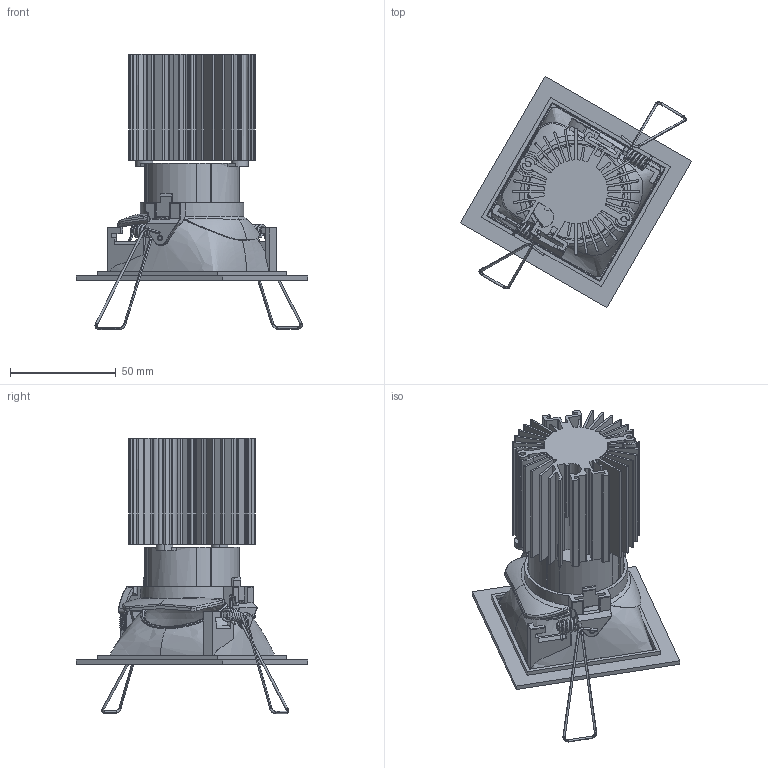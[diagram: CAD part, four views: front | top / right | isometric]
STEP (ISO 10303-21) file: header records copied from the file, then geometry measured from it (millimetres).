
FILE_DESCRIPTION(/* description */ (''),/* implementation_level */ '2;1');
FILE_NAME(/* name */ 'M2534X5_EVERYTHING 80 SQUARE ADJ',/* time_stamp */ '2018-03-06T11:08:59+01:00',/* author */ (''),/* organization */ (''),/* preprocessor_version */ 'ST-DEVELOPER v15',/* originating_system */ '',/* authorisation */ '');
FILE_SCHEMA (('CONFIG_CONTROL_DESIGN'));
Length unit declared in the file: metre
Products named in the file (2): Document; Blocco 03
Assembly tree (1 placements, depth 2):
  Document
    Blocco 03
Bounding box: 109.28 x 109.28 x 130.06 mm (x, y, z)
Volume: 23062.1 mm3; surface area: 98529.3 mm2
Topology: 10 solids, 14 shells, 889 faces, 2494 edges, 1615 vertices
Faces by surface type: bspline 516, plane 373
Entity records: 116726 total; most frequent: CARTESIAN_POINT 102048, ORIENTED_EDGE 4959, EDGE_CURVE 2495, VERTEX_POINT 1620, B_SPLINE_CURVE_WITH_KNOTS 1527, EDGE_LOOP 907, ADVANCED_FACE 886, FACE_OUTER_BOUND 886
